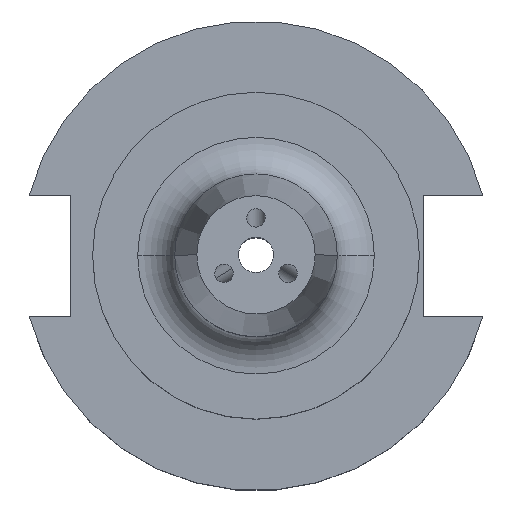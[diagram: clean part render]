
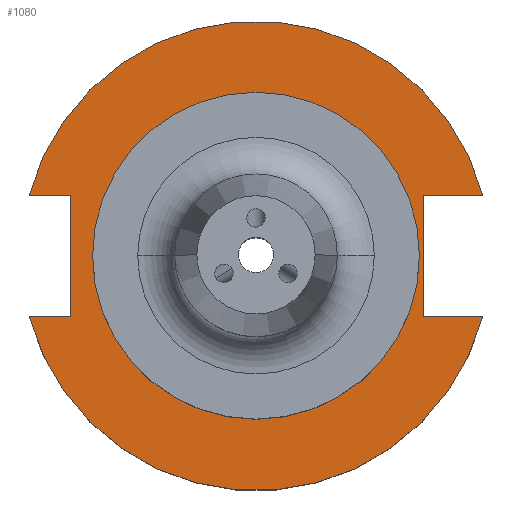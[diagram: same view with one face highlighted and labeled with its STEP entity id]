
A CAD part, top view. The second image highlights one B-rep face of the part: STEP entity #1080.
In plain terms, the highlighted planar face has unit normal (0, 0, 1).
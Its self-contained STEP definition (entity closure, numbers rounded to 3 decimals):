
#12 = VERTEX_POINT ( 'NONE', #444 ) ;
#50 = LINE ( 'NONE', #1485, #2401 ) ;
#64 = LINE ( 'NONE', #590, #1986 ) ;
#77 = VERTEX_POINT ( 'NONE', #1999 ) ;
#134 = AXIS2_PLACEMENT_3D ( 'NONE', #639, #648, #655 ) ;
#208 = CARTESIAN_POINT ( 'NONE',  ( 22.606, -8.191, 19.05 ) ) ;
#236 = VERTEX_POINT ( 'NONE', #1274 ) ;
#256 = CARTESIAN_POINT ( 'NONE',  ( -25.091, 8.191, 19.05 ) ) ;
#263 = EDGE_CURVE ( 'NONE', #1492, #236, #2262, .T. ) ;
#280 = VERTEX_POINT ( 'NONE', #1105 ) ;
#292 = DIRECTION ( 'NONE',  ( 0., -1., 0. ) ) ;
#422 = VERTEX_POINT ( 'NONE', #515 ) ;
#439 = VECTOR ( 'NONE', #800, 1000. ) ;
#444 = CARTESIAN_POINT ( 'NONE',  ( 22.1, 0., 19.05 ) ) ;
#452 = CARTESIAN_POINT ( 'NONE',  ( -30.675, 8.191, 19.05 ) ) ;
#500 = CIRCLE ( 'NONE', #1595, 22.1 ) ;
#513 = VERTEX_POINT ( 'NONE', #208 ) ;
#515 = CARTESIAN_POINT ( 'NONE',  ( -22.1, 0., 19.05 ) ) ;
#590 = CARTESIAN_POINT ( 'NONE',  ( -61.091, -8.191, 19.05 ) ) ;
#639 = CARTESIAN_POINT ( 'NONE',  ( 0., 0., 19.05 ) ) ;
#648 = DIRECTION ( 'NONE',  ( 0., 0., 1. ) ) ;
#655 = DIRECTION ( 'NONE',  ( 1., 0., 0. ) ) ;
#709 = EDGE_CURVE ( 'NONE', #280, #1519, #1174, .T. ) ;
#734 = CARTESIAN_POINT ( 'NONE',  ( 0., 0., 19.05 ) ) ;
#741 = VERTEX_POINT ( 'NONE', #452 ) ;
#744 = DIRECTION ( 'NONE',  ( 0., 0., 1. ) ) ;
#757 = DIRECTION ( 'NONE',  ( 1., 0., 0. ) ) ;
#762 = ORIENTED_EDGE ( 'NONE', *, *, #709, .T. ) ;
#764 = CARTESIAN_POINT ( 'NONE',  ( 0., -8.191, 19.05 ) ) ;
#775 = EDGE_CURVE ( 'NONE', #12, #422, #500, .T. ) ;
#778 = VECTOR ( 'NONE', #1743, 1000. ) ;
#786 = CARTESIAN_POINT ( 'NONE',  ( -30.675, -8.191, 19.05 ) ) ;
#793 = VERTEX_POINT ( 'NONE', #786 ) ;
#794 = EDGE_CURVE ( 'NONE', #513, #77, #1516, .T. ) ;
#800 = DIRECTION ( 'NONE',  ( 1., 0., 0. ) ) ;
#809 = ORIENTED_EDGE ( 'NONE', *, *, #775, .F. ) ;
#845 = ORIENTED_EDGE ( 'NONE', *, *, #1564, .T. ) ;
#950 = CARTESIAN_POINT ( 'NONE',  ( 0., 0., 19.05 ) ) ;
#952 = DIRECTION ( 'NONE',  ( 1., 0., 0. ) ) ;
#983 = DIRECTION ( 'NONE',  ( 0., 0., 1. ) ) ;
#1000 = EDGE_CURVE ( 'NONE', #1492, #741, #1867, .T. ) ;
#1002 = DIRECTION ( 'NONE',  ( 1., 0., 0. ) ) ;
#1036 = CARTESIAN_POINT ( 'NONE',  ( 0., 0., 19.05 ) ) ;
#1041 = DIRECTION ( 'NONE',  ( 0., 0., 1. ) ) ;
#1068 = DIRECTION ( 'NONE',  ( 1., 0., 0. ) ) ;
#1080 = ADVANCED_FACE ( 'NONE', ( #2284, #1701 ), #1111, .F. ) ;
#1091 = CARTESIAN_POINT ( 'NONE',  ( 0., 22.1, 19.05 ) ) ;
#1105 = CARTESIAN_POINT ( 'NONE',  ( -25.091, 8.191, 19.05 ) ) ;
#1111 = PLANE ( 'NONE',  #1741 ) ;
#1174 = LINE ( 'NONE', #256, #1628 ) ;
#1193 = CIRCLE ( 'NONE', #1958, 31.75 ) ;
#1204 = CARTESIAN_POINT ( 'NONE',  ( 0., 8.191, 19.05 ) ) ;
#1210 = ORIENTED_EDGE ( 'NONE', *, *, #263, .F. ) ;
#1255 = DIRECTION ( 'NONE',  ( -1., 0., 0. ) ) ;
#1270 = DIRECTION ( 'NONE',  ( 0., 0., -1. ) ) ;
#1274 = CARTESIAN_POINT ( 'NONE',  ( 22.606, 8.191, 19.05 ) ) ;
#1276 = EDGE_CURVE ( 'NONE', #422, #12, #1406, .T. ) ;
#1406 = CIRCLE ( 'NONE', #134, 22.1 ) ;
#1485 = CARTESIAN_POINT ( 'NONE',  ( 22.606, 22.1, 19.05 ) ) ;
#1492 = VERTEX_POINT ( 'NONE', #2022 ) ;
#1502 = DIRECTION ( 'NONE',  ( 0., 1., 0. ) ) ;
#1508 = AXIS2_PLACEMENT_3D ( 'NONE', #950, #983, #1002 ) ;
#1516 = LINE ( 'NONE', #764, #439 ) ;
#1519 = VERTEX_POINT ( 'NONE', #2190 ) ;
#1564 = EDGE_CURVE ( 'NONE', #793, #77, #1193, .T. ) ;
#1565 = ORIENTED_EDGE ( 'NONE', *, *, #1276, .F. ) ;
#1595 = AXIS2_PLACEMENT_3D ( 'NONE', #734, #744, #757 ) ;
#1628 = VECTOR ( 'NONE', #292, 1000. ) ;
#1701 = FACE_OUTER_BOUND ( 'NONE', #1925, .T. ) ;
#1712 = EDGE_CURVE ( 'NONE', #513, #236, #50, .T. ) ;
#1720 = CARTESIAN_POINT ( 'NONE',  ( -61.091, 8.191, 19.05 ) ) ;
#1741 = AXIS2_PLACEMENT_3D ( 'NONE', #1091, #1270, #2176 ) ;
#1743 = DIRECTION ( 'NONE',  ( 1., 0., 0. ) ) ;
#1765 = ORIENTED_EDGE ( 'NONE', *, *, #794, .F. ) ;
#1776 = EDGE_CURVE ( 'NONE', #741, #280, #2279, .T. ) ;
#1867 = CIRCLE ( 'NONE', #1508, 31.75 ) ;
#1925 = EDGE_LOOP ( 'NONE', ( #762, #2372, #845, #1765, #2186, #1210, #2296, #2067 ) ) ;
#1958 = AXIS2_PLACEMENT_3D ( 'NONE', #1036, #1041, #1068 ) ;
#1980 = EDGE_CURVE ( 'NONE', #793, #1519, #64, .T. ) ;
#1986 = VECTOR ( 'NONE', #952, 1000. ) ;
#1999 = CARTESIAN_POINT ( 'NONE',  ( 30.675, -8.191, 19.05 ) ) ;
#2022 = CARTESIAN_POINT ( 'NONE',  ( 30.675, 8.191, 19.05 ) ) ;
#2067 = ORIENTED_EDGE ( 'NONE', *, *, #1776, .T. ) ;
#2176 = DIRECTION ( 'NONE',  ( -1., 0., 0. ) ) ;
#2186 = ORIENTED_EDGE ( 'NONE', *, *, #1712, .T. ) ;
#2190 = CARTESIAN_POINT ( 'NONE',  ( -25.091, -8.191, 19.05 ) ) ;
#2200 = VECTOR ( 'NONE', #1255, 1000. ) ;
#2262 = LINE ( 'NONE', #1204, #2200 ) ;
#2279 = LINE ( 'NONE', #1720, #778 ) ;
#2284 = FACE_BOUND ( 'NONE', #2291, .T. ) ;
#2291 = EDGE_LOOP ( 'NONE', ( #809, #1565 ) ) ;
#2296 = ORIENTED_EDGE ( 'NONE', *, *, #1000, .T. ) ;
#2372 = ORIENTED_EDGE ( 'NONE', *, *, #1980, .F. ) ;
#2401 = VECTOR ( 'NONE', #1502, 1000. ) ;
